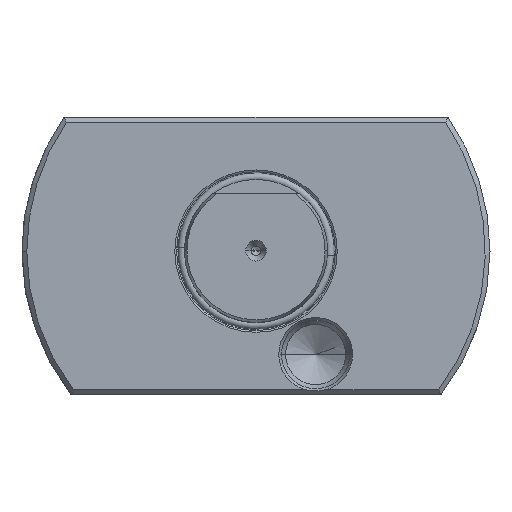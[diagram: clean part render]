
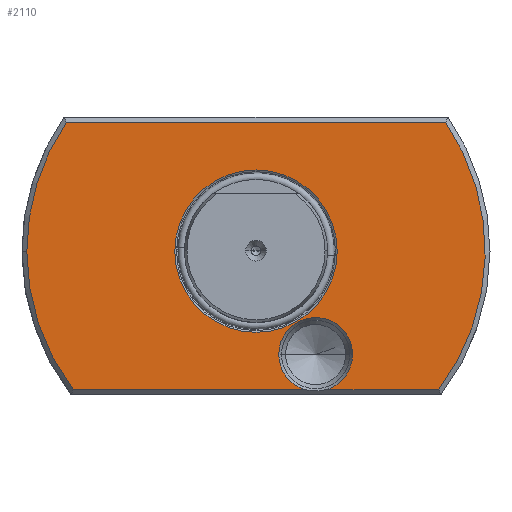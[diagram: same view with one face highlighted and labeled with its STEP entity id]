
A CAD part, top view. The second image highlights one B-rep face of the part: STEP entity #2110.
In plain terms, the highlighted planar face has unit normal (0, 0, 1).
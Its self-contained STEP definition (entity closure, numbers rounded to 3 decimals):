
#7 = AXIS2_PLACEMENT_3D ( 'NONE', #2323, #2301, #2321 ) ;
#9 = AXIS2_PLACEMENT_3D ( 'NONE', #2351, #2365, #2366 ) ;
#18 = AXIS2_PLACEMENT_3D ( 'NONE', #2258, #2289, #2254 ) ;
#30 = AXIS2_PLACEMENT_3D ( 'NONE', #2447, #2428, #2448 ) ;
#37 = AXIS2_PLACEMENT_3D ( 'NONE', #2837, #2813, #2814 ) ;
#51 = AXIS2_PLACEMENT_3D ( 'NONE', #2815, #2834, #2835 ) ;
#54 = AXIS2_PLACEMENT_3D ( 'NONE', #2726, #2735, #2756 ) ;
#56 = AXIS2_PLACEMENT_3D ( 'NONE', #2799, #2767, #2809 ) ;
#85 = AXIS2_PLACEMENT_3D ( 'NONE', #1624, #1654, #1634 ) ;
#238 = EDGE_CURVE ( 'NONE', #602, #665, #869, .T. ) ;
#256 = EDGE_CURVE ( 'NONE', #675, #632, #860, .T. ) ;
#270 = EDGE_CURVE ( 'NONE', #663, #680, #893, .T. ) ;
#295 = EDGE_CURVE ( 'NONE', #664, #679, #897, .T. ) ;
#347 = EDGE_CURVE ( 'NONE', #739, #743, #940, .T. ) ;
#356 = EDGE_CURVE ( 'NONE', #665, #663, #936, .T. ) ;
#370 = EDGE_CURVE ( 'NONE', #632, #602, #965, .T. ) ;
#376 = EDGE_CURVE ( 'NONE', #679, #664, #998, .T. ) ;
#381 = EDGE_CURVE ( 'NONE', #774, #739, #1004, .T. ) ;
#385 = EDGE_CURVE ( 'NONE', #743, #675, #974, .T. ) ;
#392 = EDGE_CURVE ( 'NONE', #680, #774, #1008, .T. ) ;
#602 = VERTEX_POINT ( 'NONE', #2944 ) ;
#632 = VERTEX_POINT ( 'NONE', #2962 ) ;
#663 = VERTEX_POINT ( 'NONE', #2993 ) ;
#664 = VERTEX_POINT ( 'NONE', #3005 ) ;
#665 = VERTEX_POINT ( 'NONE', #3038 ) ;
#675 = VERTEX_POINT ( 'NONE', #3023 ) ;
#679 = VERTEX_POINT ( 'NONE', #3012 ) ;
#680 = VERTEX_POINT ( 'NONE', #2982 ) ;
#739 = VERTEX_POINT ( 'NONE', #1628 ) ;
#743 = VERTEX_POINT ( 'NONE', #1635 ) ;
#774 = VERTEX_POINT ( 'NONE', #1677 ) ;
#822 = EDGE_LOOP ( 'NONE', ( #1366, #1316, #1317, #1323, #1393, #1367, #1359, #1334, #1321 ) ) ;
#831 = EDGE_LOOP ( 'NONE', ( #1342, #1327 ) ) ;
#860 = CIRCLE ( 'NONE', #7, 48. ) ;
#869 = CIRCLE ( 'NONE', #18, 7.727 ) ;
#893 = CIRCLE ( 'NONE', #9, 7.727 ) ;
#897 = CIRCLE ( 'NONE', #30, 17. ) ;
#936 = CIRCLE ( 'NONE', #54, 7.727 ) ;
#940 = LINE ( 'NONE', #2698, #954 ) ;
#954 = VECTOR ( 'NONE', #2751, 1000. ) ;
#965 = LINE ( 'NONE', #2801, #1006 ) ;
#968 = VECTOR ( 'NONE', #2875, 1000. ) ;
#974 = CIRCLE ( 'NONE', #51, 48. ) ;
#998 = CIRCLE ( 'NONE', #56, 17. ) ;
#1004 = CIRCLE ( 'NONE', #37, 48. ) ;
#1006 = VECTOR ( 'NONE', #2798, 1000. ) ;
#1008 = LINE ( 'NONE', #2828, #968 ) ;
#1082 = FACE_BOUND ( 'NONE', #831, .T. ) ;
#1110 = FACE_OUTER_BOUND ( 'NONE', #822, .T. ) ;
#1316 = ORIENTED_EDGE ( 'NONE', *, *, #256, .T. ) ;
#1317 = ORIENTED_EDGE ( 'NONE', *, *, #370, .T. ) ;
#1321 = ORIENTED_EDGE ( 'NONE', *, *, #347, .T. ) ;
#1323 = ORIENTED_EDGE ( 'NONE', *, *, #238, .T. ) ;
#1327 = ORIENTED_EDGE ( 'NONE', *, *, #295, .F. ) ;
#1334 = ORIENTED_EDGE ( 'NONE', *, *, #381, .T. ) ;
#1342 = ORIENTED_EDGE ( 'NONE', *, *, #376, .F. ) ;
#1359 = ORIENTED_EDGE ( 'NONE', *, *, #392, .T. ) ;
#1366 = ORIENTED_EDGE ( 'NONE', *, *, #385, .T. ) ;
#1367 = ORIENTED_EDGE ( 'NONE', *, *, #270, .T. ) ;
#1393 = ORIENTED_EDGE ( 'NONE', *, *, #356, .T. ) ;
#1624 = CARTESIAN_POINT ( 'NONE',  ( 0., 17., -55. ) ) ;
#1628 = CARTESIAN_POINT ( 'NONE',  ( 39.686, 27., -55. ) ) ;
#1634 = DIRECTION ( 'NONE',  ( -1., 0., 0. ) ) ;
#1635 = CARTESIAN_POINT ( 'NONE',  ( -39.686, 27., -55. ) ) ;
#1653 = PLANE ( 'NONE',  #85 ) ;
#1654 = DIRECTION ( 'NONE',  ( 0., 0., -1. ) ) ;
#1677 = CARTESIAN_POINT ( 'NONE',  ( 38.249, -29., -55. ) ) ;
#2110 = ADVANCED_FACE ( 'NONE', ( #1110, #1082 ), #1653, .F. ) ;
#2254 = DIRECTION ( 'NONE',  ( -1., 0., 0. ) ) ;
#2258 = CARTESIAN_POINT ( 'NONE',  ( 12.49, -21.633, -55. ) ) ;
#2289 = DIRECTION ( 'NONE',  ( 0., 0., -1. ) ) ;
#2301 = DIRECTION ( 'NONE',  ( 0., 0., 1. ) ) ;
#2321 = DIRECTION ( 'NONE',  ( -1., 0., 0. ) ) ;
#2323 = CARTESIAN_POINT ( 'NONE',  ( 0., 0., -55. ) ) ;
#2351 = CARTESIAN_POINT ( 'NONE',  ( 12.49, -21.633, -55. ) ) ;
#2365 = DIRECTION ( 'NONE',  ( 0., 0., -1. ) ) ;
#2366 = DIRECTION ( 'NONE',  ( -1., 0., 0. ) ) ;
#2428 = DIRECTION ( 'NONE',  ( 0., 0., 1. ) ) ;
#2447 = CARTESIAN_POINT ( 'NONE',  ( 0., 0., -55. ) ) ;
#2448 = DIRECTION ( 'NONE',  ( 1., 0., 0. ) ) ;
#2698 = CARTESIAN_POINT ( 'NONE',  ( -40.212, 27., -55. ) ) ;
#2726 = CARTESIAN_POINT ( 'NONE',  ( 12.49, -21.633, -55. ) ) ;
#2735 = DIRECTION ( 'NONE',  ( 0., 0., -1. ) ) ;
#2751 = DIRECTION ( 'NONE',  ( -1., 0., 0. ) ) ;
#2756 = DIRECTION ( 'NONE',  ( -1., 0., 0. ) ) ;
#2767 = DIRECTION ( 'NONE',  ( 0., 0., 1. ) ) ;
#2798 = DIRECTION ( 'NONE',  ( 1., 0., 0. ) ) ;
#2799 = CARTESIAN_POINT ( 'NONE',  ( 0., 0., -55. ) ) ;
#2801 = CARTESIAN_POINT ( 'NONE',  ( 38.743, -29., -55. ) ) ;
#2809 = DIRECTION ( 'NONE',  ( 1., 0., 0. ) ) ;
#2813 = DIRECTION ( 'NONE',  ( 0., 0., 1. ) ) ;
#2814 = DIRECTION ( 'NONE',  ( -1., 0., 0. ) ) ;
#2815 = CARTESIAN_POINT ( 'NONE',  ( 0., 0., -55. ) ) ;
#2828 = CARTESIAN_POINT ( 'NONE',  ( 38.743, -29., -55. ) ) ;
#2834 = DIRECTION ( 'NONE',  ( 0., 0., 1. ) ) ;
#2835 = DIRECTION ( 'NONE',  ( -1., 0., 0. ) ) ;
#2837 = CARTESIAN_POINT ( 'NONE',  ( 0., 0., -55. ) ) ;
#2875 = DIRECTION ( 'NONE',  ( 1., 0., 0. ) ) ;
#2944 = CARTESIAN_POINT ( 'NONE',  ( 10.157, -29., -55. ) ) ;
#2962 = CARTESIAN_POINT ( 'NONE',  ( -38.249, -29., -55. ) ) ;
#2982 = CARTESIAN_POINT ( 'NONE',  ( 14.823, -29., -55. ) ) ;
#2993 = CARTESIAN_POINT ( 'NONE',  ( 20.217, -21.633, -55. ) ) ;
#3005 = CARTESIAN_POINT ( 'NONE',  ( -17., 0., -55. ) ) ;
#3012 = CARTESIAN_POINT ( 'NONE',  ( 17., 0., -55. ) ) ;
#3023 = CARTESIAN_POINT ( 'NONE',  ( -48., 0., -55. ) ) ;
#3038 = CARTESIAN_POINT ( 'NONE',  ( 4.763, -21.633, -55. ) ) ;
